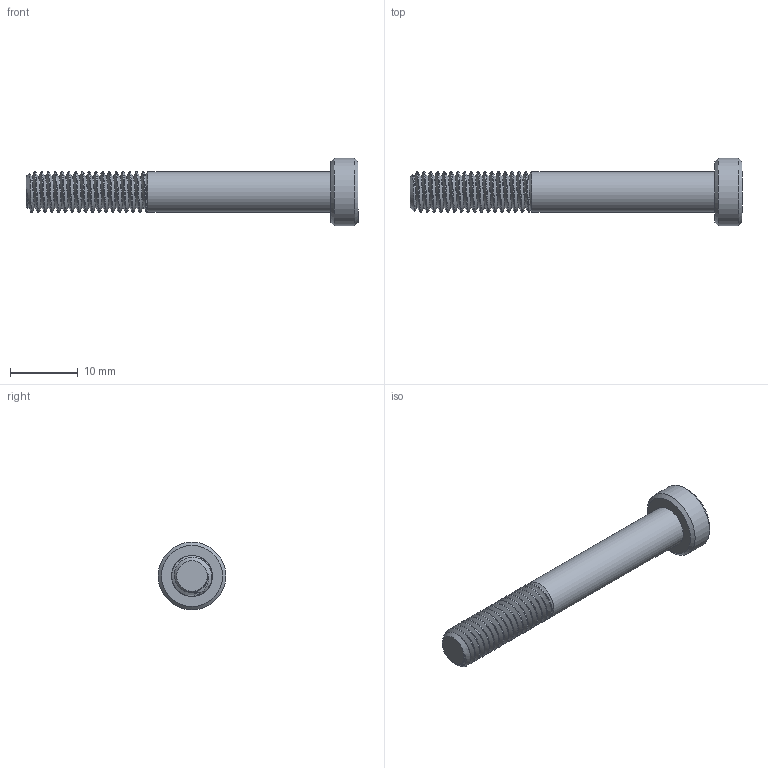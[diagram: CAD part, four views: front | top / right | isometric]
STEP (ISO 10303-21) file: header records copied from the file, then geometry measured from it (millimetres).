
FILE_DESCRIPTION(/* description */ (''),/* implementation_level */ '2;1');
FILE_NAME(/* name */ 'M6x45LHSCS-0 v2.step',/* time_stamp */ '2020-09-15T10:16:01-04:00',/* author */ (''),/* organization */ (''),/* preprocessor_version */ 'ST-DEVELOPER v18.1',/* originating_system */ 'Autodesk Translation Framework v9.3.0.1241',/* authorisation */ '');
FILE_SCHEMA (('AUTOMOTIVE_DESIGN { 1 0 10303 214 3 1 1 }'));
Length unit declared in the file: millimetre
Products named in the file (2): M6x45LHSCS-0; 96970A132
Assembly tree (1 placements, depth 2):
  M6x45LHSCS-0
    96970A132
Bounding box: 49 x 10 x 10 mm (x, y, z)
Volume: 1424.7 mm3; surface area: 1324.4 mm2
Topology: 1 solids, 1 shells, 63 faces, 163 edges, 104 vertices
Faces by surface type: cylinder 39, cone 12, plane 10, bspline 2
Full cylindrical faces by diameter (mm): 4.701 x17, 6 x18, 10 x1
Entity records: 4829 total; most frequent: CARTESIAN_POINT 3443, ORIENTED_EDGE 324, DIRECTION 225, EDGE_CURVE 162, VERTEX_POINT 104, AXIS2_PLACEMENT_3D 85, EDGE_LOOP 66, FACE_OUTER_BOUND 63
